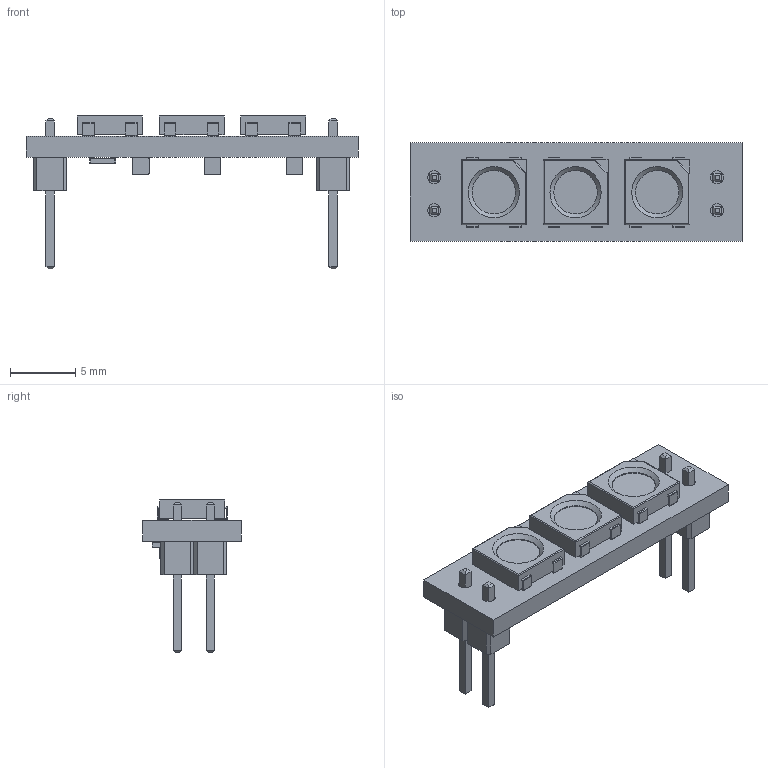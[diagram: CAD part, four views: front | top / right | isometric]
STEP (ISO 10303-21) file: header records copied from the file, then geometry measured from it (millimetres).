
FILE_DESCRIPTION(('KiCad electronic assembly'),'2;1');
FILE_NAME('safety_light.step','2025-06-30T11:46:29',('Pcbnew'),('Kicad') ,'Open CASCADE STEP processor 7.8','KiCad to STEP converter','Unknown' );
FILE_SCHEMA(('AUTOMOTIVE_DESIGN { 1 0 10303 214 1 1 1 1 }'));
Length unit declared in the file: millimetre
Products named in the file (10): safety_light 1; LED_WS2812B_PLCC4_5.0x5.0mm_P3.2mm; LED_WS2812B_PLCC4_50x50mm_P32mm; C_0805_2012Metric; PinHeader_1x02_P2.54mm_Vertical; PinHeader_1x02_P254mm_Vertical; R_0805_2012Metric; safety_light_PCB
Assembly tree (14 placements, depth 3):
  safety_light 1
    LED_WS2812B_PLCC4_5.0x5.0mm_P3.2mm  x3
      LED_WS2812B_PLCC4_50x50mm_P32mm
    C_0805_2012Metric  x3
      C_0805_2012Metric
    PinHeader_1x02_P2.54mm_Vertical  x2
      PinHeader_1x02_P254mm_Vertical
    R_0805_2012Metric
      R_0805_2012Metric
    safety_light_PCB
Bounding box: 25.53 x 7.57 x 11.84 mm (x, y, z)
Volume: 495.3 mm3; surface area: 1043.7 mm2
Topology: 10 solids, 10 shells, 428 faces, 1155 edges, 752 vertices
Faces by surface type: plane 311, cylinder 114, cone 3
Full cylindrical faces by diameter (mm): 1 x4, 3.333 x3
Entity records: 7106 total; most frequent: CARTESIAN_POINT 1002, ORIENTED_EDGE 974, DIRECTION 973, EDGE_CURVE 487, LINE 399, VECTOR 399, VERTEX_POINT 316, AXIS2_PLACEMENT_3D 287
